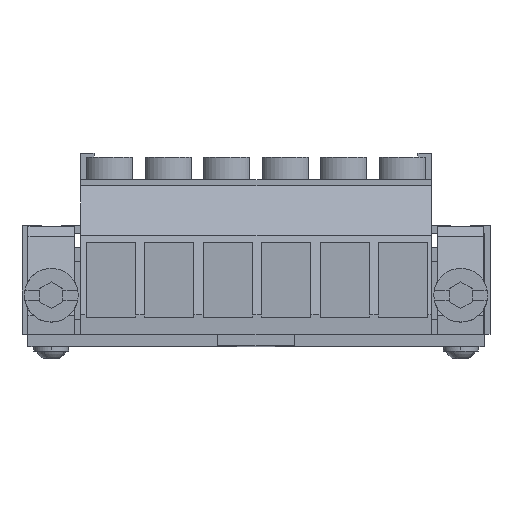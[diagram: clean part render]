
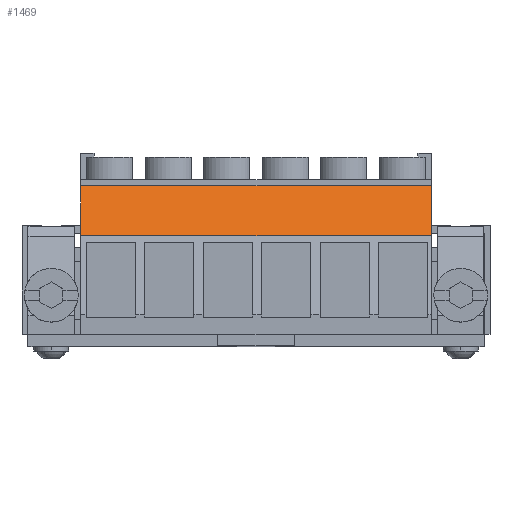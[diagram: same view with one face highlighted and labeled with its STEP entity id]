
A CAD part, top view. The second image highlights one B-rep face of the part: STEP entity #1469.
In plain terms, the highlighted planar face has unit normal (0, 0.723, 0.691).
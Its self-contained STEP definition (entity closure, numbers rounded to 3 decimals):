
#1449=AXIS2_PLACEMENT_3D('Plane Axis2P3D',#1446,#1447,#1448) ;
#56=CARTESIAN_POINT('Vertex',(7.62,16.049,38.65)) ;
#59=CARTESIAN_POINT('Line Origine',(7.62,19.299,35.25)) ;
#63=CARTESIAN_POINT('Vertex',(7.62,22.55,31.85)) ;
#1401=CARTESIAN_POINT('Vertex',(53.34,16.049,38.65)) ;
#1404=CARTESIAN_POINT('Line Origine',(30.48,16.049,38.65)) ;
#1446=CARTESIAN_POINT('Axis2P3D Location',(22.86,22.55,31.85)) ;
#1451=CARTESIAN_POINT('Line Origine',(53.34,19.299,35.25)) ;
#1455=CARTESIAN_POINT('Vertex',(53.34,22.55,31.85)) ;
#1458=CARTESIAN_POINT('Line Origine',(30.48,22.55,31.85)) ;
#60=DIRECTION('Vector Direction',(0.,-0.691,0.723)) ;
#1405=DIRECTION('Vector Direction',(1.,0.,0.)) ;
#1447=DIRECTION('Axis2P3D Direction',(-0.,0.723,0.691)) ;
#1448=DIRECTION('Axis2P3D XDirection',(0.,-0.691,0.723)) ;
#1452=DIRECTION('Vector Direction',(0.,-0.691,0.723)) ;
#1459=DIRECTION('Vector Direction',(1.,0.,0.)) ;
#61=VECTOR('Line Direction',#60,1.) ;
#1406=VECTOR('Line Direction',#1405,1.) ;
#1453=VECTOR('Line Direction',#1452,1.) ;
#1460=VECTOR('Line Direction',#1459,1.) ;
#1464=ORIENTED_EDGE('',*,*,#65,.F.) ;
#1465=ORIENTED_EDGE('',*,*,#1408,.T.) ;
#1466=ORIENTED_EDGE('',*,*,#1457,.F.) ;
#1467=ORIENTED_EDGE('',*,*,#1462,.F.) ;
#1469=ADVANCED_FACE('HOUSING',(#1468),#1450,.T.) ;
#65=EDGE_CURVE('',#57,#64,#62,.F.) ;
#1408=EDGE_CURVE('',#57,#1402,#1407,.T.) ;
#1457=EDGE_CURVE('',#1456,#1402,#1454,.T.) ;
#1462=EDGE_CURVE('',#64,#1456,#1461,.T.) ;
#1463=EDGE_LOOP('',(#1464,#1465,#1466,#1467)) ;
#1468=FACE_OUTER_BOUND('',#1463,.T.) ;
#62=LINE('Line',#59,#61) ;
#1407=LINE('Line',#1404,#1406) ;
#1454=LINE('Line',#1451,#1453) ;
#1461=LINE('Line',#1458,#1460) ;
#1450=PLANE('',#1449) ;
#57=VERTEX_POINT('',#56) ;
#64=VERTEX_POINT('',#63) ;
#1402=VERTEX_POINT('',#1401) ;
#1456=VERTEX_POINT('',#1455) ;
